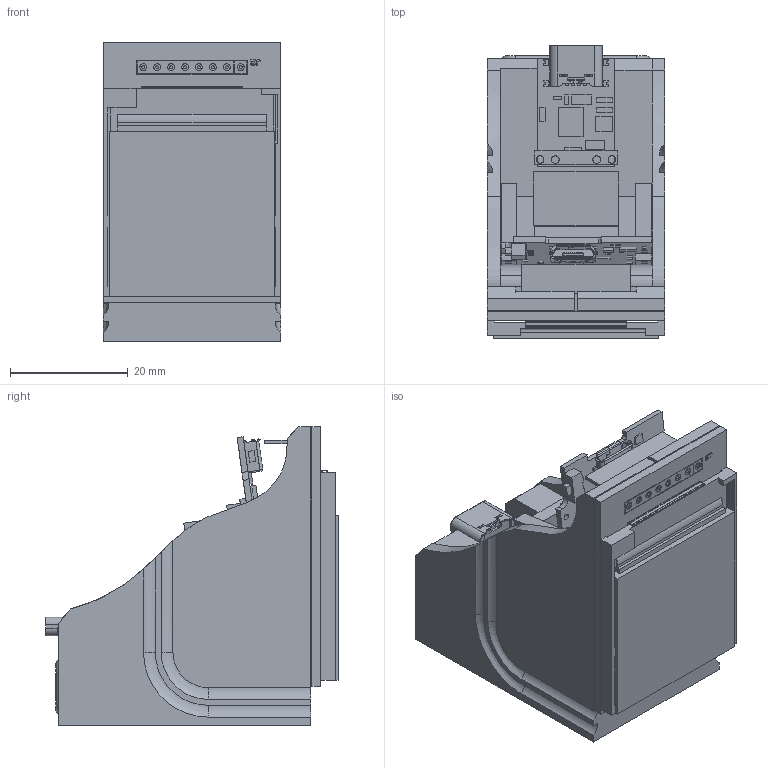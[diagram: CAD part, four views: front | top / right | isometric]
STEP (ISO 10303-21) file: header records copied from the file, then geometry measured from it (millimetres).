
FILE_DESCRIPTION(/* description */ (''),/* implementation_level */ '2;1');
FILE_NAME(/* name */ 'Electronics Housing.step',/* time_stamp */ '2025-08-30T13:37:18+02:00',/* author */ 'Emre Ergin',/* organization */ 'Emrgn',/* preprocessor_version */ 'ST-DEVELOPER v20.1',/* originating_system */ 'Autodesk Translation Framework v14.10.0.0',/* authorisation */ '');
FILE_SCHEMA (('AUTOMOTIVE_DESIGN { 1 0 10303 214 3 1 1 }'));
Products named in the file (8): Electronics Housing; D1 Mini ESP82; molex_0473460001; Board; Arduino Pro Micro; USB C; Li ion 3.7 V Battery; 1.44in SPI LCD Module - No Glass
Assembly tree (7 placements, depth 3):
  Electronics Housing
    D1 Mini ESP82
      molex_0473460001
      Board
    Arduino Pro Micro
      USB C
    Li ion 3.7 V Battery
    1.44in SPI LCD Module - No Glass
Bounding box: 30.21 x 49.7 x 50.68 mm (x, y, z)
Volume: 35725.4 mm3; surface area: 29120.9 mm2
Topology: 38 solids, 38 shells, 2134 faces, 5778 edges, 3772 vertices
Faces by surface type: plane 1605, cylinder 383, bspline 94, torus 24, cone 20, sphere 8
Full cylindrical faces by diameter (mm): 0.52 x8, 1.02 x16, 1.181 x8, 1.316 x4
Entity records: 70778 total; most frequent: CARTESIAN_POINT 15417, ORIENTED_EDGE 11544, DIRECTION 10566, EDGE_CURVE 5772, LINE 4668, VECTOR 4668, VERTEX_POINT 3772, AXIS2_PLACEMENT_3D 2949
